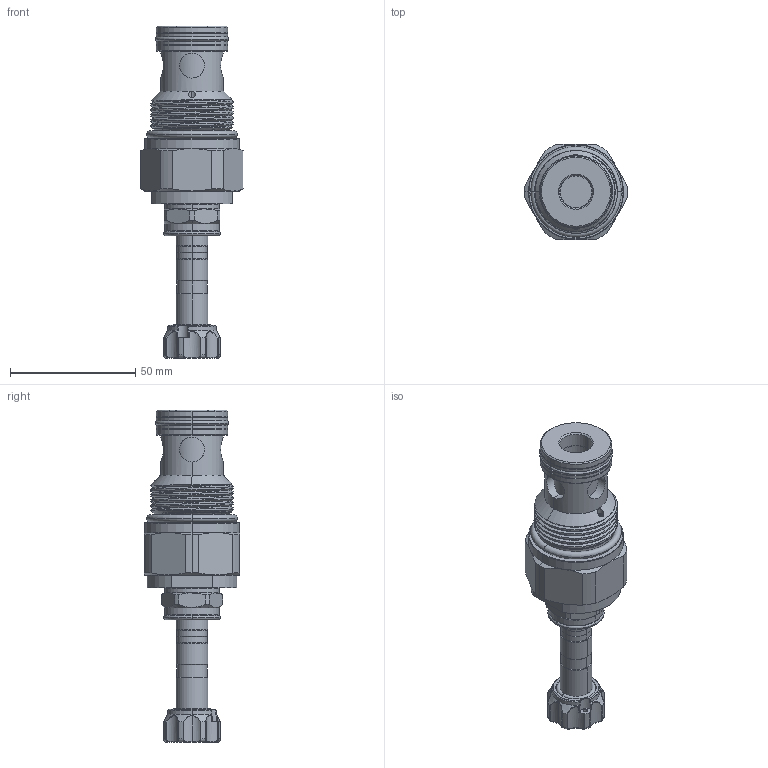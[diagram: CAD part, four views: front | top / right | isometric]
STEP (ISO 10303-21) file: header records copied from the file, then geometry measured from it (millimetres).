
FILE_DESCRIPTION (( 'STEP AP203' ), '1' );
FILE_NAME ('EP16W2A04N95.STEP', '2021-06-02T06:33:41', ( '' ), ( '' ), 'SwSTEP 2.0', 'SolidWorks 2018', '' );
FILE_SCHEMA (( 'CONFIG_CONTROL_DESIGN' ));
Length unit declared in the file: millimetre
Products named in the file (1): EP16W2A04N95
Bounding box: 41.1 x 38 x 132.75 mm (x, y, z)
Volume: 71398.8 mm3; surface area: 18044 mm2
Topology: 6 solids, 6 shells, 327 faces, 773 edges, 466 vertices
Faces by surface type: cylinder 139, cone 56, torus 55, plane 40, bspline 37
Entity records: 13794 total; most frequent: CARTESIAN_POINT 6515, ORIENTED_EDGE 1542, DIRECTION 1494, EDGE_CURVE 771, AXIS2_PLACEMENT_3D 643, VERTEX_POINT 466, CIRCLE 352, EDGE_LOOP 349
